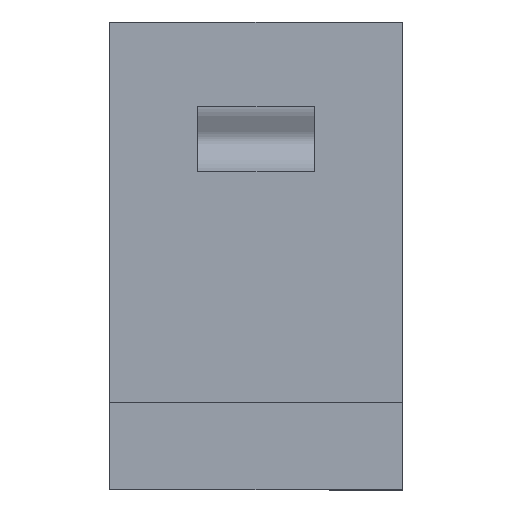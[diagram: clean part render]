
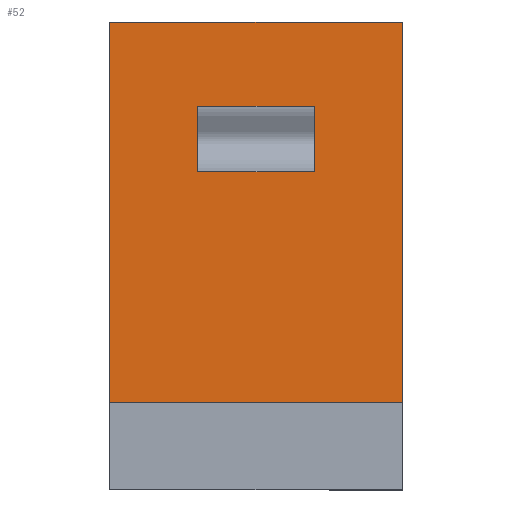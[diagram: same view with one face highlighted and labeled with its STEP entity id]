
A CAD part, front view. The second image highlights one B-rep face of the part: STEP entity #52.
In plain terms, the highlighted planar face has unit normal (0, -1, 0).
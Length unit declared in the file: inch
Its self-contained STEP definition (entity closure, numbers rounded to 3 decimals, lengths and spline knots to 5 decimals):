
#6 = ORIENTED_EDGE ( 'NONE', *, *, #275, .T. ) ;
#7 = LINE ( 'NONE', #414, #228 ) ;
#26 = LINE ( 'NONE', #485, #512 ) ;
#28 = DIRECTION ( 'NONE',  ( 0., 0., 1. ) ) ;
#36 = VECTOR ( 'NONE', #28, 39.37008 ) ;
#52 = ADVANCED_FACE ( 'NONE', ( #404, #412 ), #410, .F. ) ;
#61 = VECTOR ( 'NONE', #392, 39.37008 ) ;
#68 = AXIS2_PLACEMENT_3D ( 'NONE', #522, #369, #155 ) ;
#74 = ORIENTED_EDGE ( 'NONE', *, *, #188, .F. ) ;
#84 = EDGE_CURVE ( 'NONE', #535, #240, #26, .T. ) ;
#106 = VECTOR ( 'NONE', #456, 39.37008 ) ;
#111 = DIRECTION ( 'NONE',  ( 0., 0., -1. ) ) ;
#112 = DIRECTION ( 'NONE',  ( 0., 0., -1. ) ) ;
#125 = VERTEX_POINT ( 'NONE', #242 ) ;
#135 = CARTESIAN_POINT ( 'NONE',  ( 0.625, 0.125, -1.67315 ) ) ;
#147 = ORIENTED_EDGE ( 'NONE', *, *, #469, .T. ) ;
#150 = ORIENTED_EDGE ( 'NONE', *, *, #464, .F. ) ;
#155 = DIRECTION ( 'NONE',  ( 0., 0., 1. ) ) ;
#156 = VECTOR ( 'NONE', #111, 39.37008 ) ;
#157 = LINE ( 'NONE', #329, #156 ) ;
#179 = EDGE_LOOP ( 'NONE', ( #429, #147, #307, #74 ) ) ;
#188 = EDGE_CURVE ( 'NONE', #352, #535, #258, .T. ) ;
#192 = LINE ( 'NONE', #530, #36 ) ;
#204 = CARTESIAN_POINT ( 'NONE',  ( 0.625, 0.125, -0.625 ) ) ;
#207 = ORIENTED_EDGE ( 'NONE', *, *, #346, .F. ) ;
#210 = VECTOR ( 'NONE', #260, 39.37008 ) ;
#219 = VECTOR ( 'NONE', #285, 39.37008 ) ;
#228 = VECTOR ( 'NONE', #255, 39.37008 ) ;
#240 = VERTEX_POINT ( 'NONE', #424 ) ;
#242 = CARTESIAN_POINT ( 'NONE',  ( -0.625, 0.125, 1. ) ) ;
#243 = VERTEX_POINT ( 'NONE', #376 ) ;
#245 = CARTESIAN_POINT ( 'NONE',  ( 0.25, 0.125, 0.35921 ) ) ;
#249 = EDGE_CURVE ( 'NONE', #125, #243, #7, .T. ) ;
#255 = DIRECTION ( 'NONE',  ( 1., 0., 0. ) ) ;
#258 = LINE ( 'NONE', #289, #106 ) ;
#260 = DIRECTION ( 'NONE',  ( 0., 0., 1. ) ) ;
#262 = VERTEX_POINT ( 'NONE', #499 ) ;
#275 = EDGE_CURVE ( 'NONE', #519, #243, #340, .T. ) ;
#285 = DIRECTION ( 'NONE',  ( -1., 0., 0. ) ) ;
#289 = CARTESIAN_POINT ( 'NONE',  ( 0.25, 0.125, 0.64079 ) ) ;
#304 = EDGE_LOOP ( 'NONE', ( #207, #6, #339, #150 ) ) ;
#307 = ORIENTED_EDGE ( 'NONE', *, *, #84, .F. ) ;
#329 = CARTESIAN_POINT ( 'NONE',  ( 0.25, 0.125, 0.5 ) ) ;
#339 = ORIENTED_EDGE ( 'NONE', *, *, #249, .F. ) ;
#340 = LINE ( 'NONE', #135, #210 ) ;
#346 = EDGE_CURVE ( 'NONE', #519, #262, #506, .T. ) ;
#347 = VERTEX_POINT ( 'NONE', #432 ) ;
#352 = VERTEX_POINT ( 'NONE', #518 ) ;
#369 = DIRECTION ( 'NONE',  ( 0., 1., 0. ) ) ;
#376 = CARTESIAN_POINT ( 'NONE',  ( 0.625, 0.125, 1. ) ) ;
#392 = DIRECTION ( 'NONE',  ( -1., 0., 0. ) ) ;
#400 = EDGE_CURVE ( 'NONE', #352, #347, #157, .T. ) ;
#404 = FACE_BOUND ( 'NONE', #179, .T. ) ;
#410 = PLANE ( 'NONE',  #68 ) ;
#412 = FACE_OUTER_BOUND ( 'NONE', #304, .T. ) ;
#414 = CARTESIAN_POINT ( 'NONE',  ( 1., 0.125, 1. ) ) ;
#424 = CARTESIAN_POINT ( 'NONE',  ( -0.25, 0.125, 0.35921 ) ) ;
#429 = ORIENTED_EDGE ( 'NONE', *, *, #400, .T. ) ;
#430 = CARTESIAN_POINT ( 'NONE',  ( -1., 0.125, -0.625 ) ) ;
#432 = CARTESIAN_POINT ( 'NONE',  ( 0.25, 0.125, 0.35921 ) ) ;
#456 = DIRECTION ( 'NONE',  ( -1., 0., 0. ) ) ;
#464 = EDGE_CURVE ( 'NONE', #262, #125, #192, .T. ) ;
#465 = CARTESIAN_POINT ( 'NONE',  ( -0.25, 0.125, 0.64079 ) ) ;
#469 = EDGE_CURVE ( 'NONE', #347, #240, #487, .T. ) ;
#485 = CARTESIAN_POINT ( 'NONE',  ( -0.25, 0.125, 0.5 ) ) ;
#487 = LINE ( 'NONE', #245, #219 ) ;
#499 = CARTESIAN_POINT ( 'NONE',  ( -0.625, 0.125, -0.625 ) ) ;
#506 = LINE ( 'NONE', #430, #61 ) ;
#512 = VECTOR ( 'NONE', #112, 39.37008 ) ;
#518 = CARTESIAN_POINT ( 'NONE',  ( 0.25, 0.125, 0.64079 ) ) ;
#519 = VERTEX_POINT ( 'NONE', #204 ) ;
#522 = CARTESIAN_POINT ( 'NONE',  ( 0., 0.125, 0. ) ) ;
#530 = CARTESIAN_POINT ( 'NONE',  ( -0.625, 0.125, -1.67315 ) ) ;
#535 = VERTEX_POINT ( 'NONE', #465 ) ;
